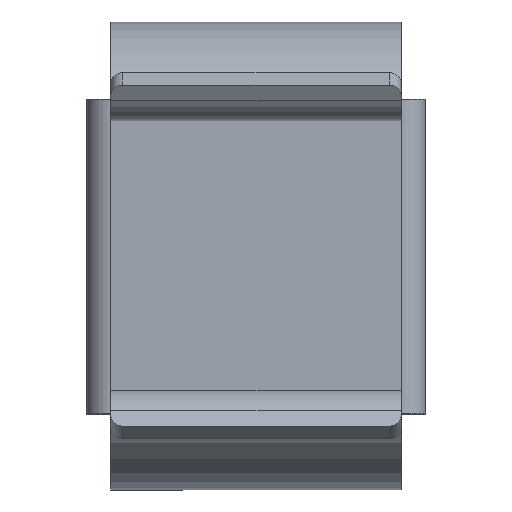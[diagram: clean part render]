
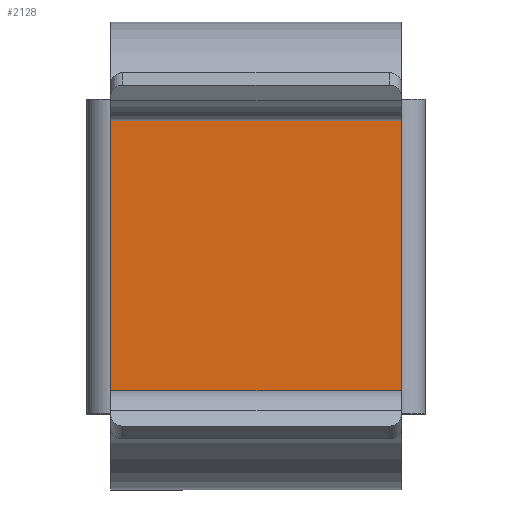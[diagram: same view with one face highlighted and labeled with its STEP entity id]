
A CAD part, top view. The second image highlights one B-rep face of the part: STEP entity #2128.
In plain terms, the highlighted planar face has unit normal (0, 0, 1).
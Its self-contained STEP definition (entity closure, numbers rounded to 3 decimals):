
#126 = LINE ( 'NONE', #175, #2779 ) ;
#140 = VECTOR ( 'NONE', #3187, 1000. ) ;
#175 = CARTESIAN_POINT ( 'NONE',  ( -2.4, -2.6, 0.4 ) ) ;
#518 = ORIENTED_EDGE ( 'NONE', *, *, #1002, .T. ) ;
#551 = DIRECTION ( 'NONE',  ( 0., -1., 0. ) ) ;
#721 = VECTOR ( 'NONE', #551, 1000. ) ;
#723 = VERTEX_POINT ( 'NONE', #842 ) ;
#757 = CARTESIAN_POINT ( 'NONE',  ( -2.4, 2.6, 0.4 ) ) ;
#842 = CARTESIAN_POINT ( 'NONE',  ( 2.4, 2.6, 0.4 ) ) ;
#856 = LINE ( 'NONE', #3462, #140 ) ;
#906 = DIRECTION ( 'NONE',  ( 0., 0., 1. ) ) ;
#917 = CARTESIAN_POINT ( 'NONE',  ( -2.4, 2.6, 0.4 ) ) ;
#1002 = EDGE_CURVE ( 'NONE', #3178, #1838, #126, .T. ) ;
#1120 = EDGE_CURVE ( 'NONE', #723, #2606, #1880, .T. ) ;
#1169 = PLANE ( 'NONE',  #3353 ) ;
#1185 = VECTOR ( 'NONE', #2361, 1000. ) ;
#1424 = ORIENTED_EDGE ( 'NONE', *, *, #2869, .T. ) ;
#1488 = EDGE_LOOP ( 'NONE', ( #1937, #3243, #1424, #518 ) ) ;
#1618 = CARTESIAN_POINT ( 'NONE',  ( -2.4, -2.6, 0.4 ) ) ;
#1838 = VERTEX_POINT ( 'NONE', #3129 ) ;
#1880 = LINE ( 'NONE', #757, #1185 ) ;
#1937 = ORIENTED_EDGE ( 'NONE', *, *, #2807, .T. ) ;
#2049 = DIRECTION ( 'NONE',  ( 1., 0., 0. ) ) ;
#2128 = ADVANCED_FACE ( 'NONE', ( #2298 ), #1169, .T. ) ;
#2149 = LINE ( 'NONE', #2163, #721 ) ;
#2163 = CARTESIAN_POINT ( 'NONE',  ( -2.4, -2.6, 0.4 ) ) ;
#2298 = FACE_OUTER_BOUND ( 'NONE', #1488, .T. ) ;
#2361 = DIRECTION ( 'NONE',  ( -1., 0., 0. ) ) ;
#2502 = CARTESIAN_POINT ( 'NONE',  ( -2.4, -2.6, 0.4 ) ) ;
#2606 = VERTEX_POINT ( 'NONE', #917 ) ;
#2779 = VECTOR ( 'NONE', #2049, 1000. ) ;
#2785 = DIRECTION ( 'NONE',  ( 1., 0., 0. ) ) ;
#2807 = EDGE_CURVE ( 'NONE', #1838, #723, #856, .T. ) ;
#2869 = EDGE_CURVE ( 'NONE', #2606, #3178, #2149, .T. ) ;
#3129 = CARTESIAN_POINT ( 'NONE',  ( 2.4, -2.6, 0.4 ) ) ;
#3178 = VERTEX_POINT ( 'NONE', #1618 ) ;
#3187 = DIRECTION ( 'NONE',  ( 0., 1., 0. ) ) ;
#3243 = ORIENTED_EDGE ( 'NONE', *, *, #1120, .T. ) ;
#3353 = AXIS2_PLACEMENT_3D ( 'NONE', #2502, #906, #2785 ) ;
#3462 = CARTESIAN_POINT ( 'NONE',  ( 2.4, -2.6, 0.4 ) ) ;
